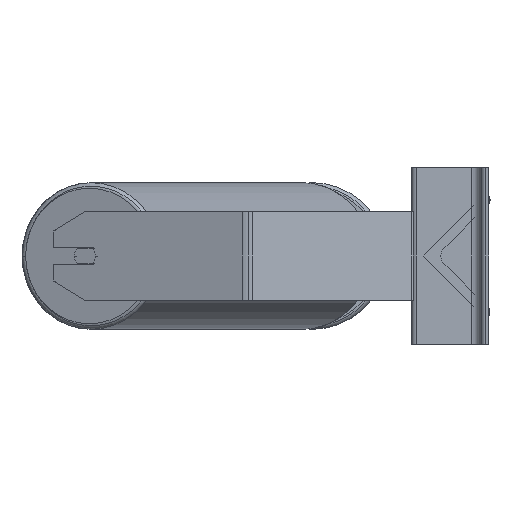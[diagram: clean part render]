
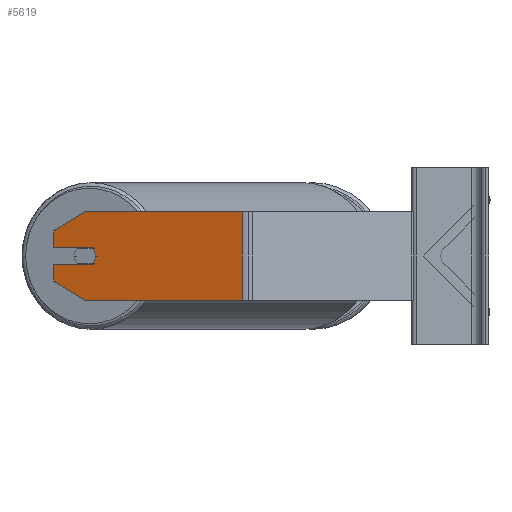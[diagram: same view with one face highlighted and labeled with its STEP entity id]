
A CAD part, left-side view. The second image highlights one B-rep face of the part: STEP entity #5619.
In plain terms, the highlighted planar face has unit normal (-0.94, 0.342, 0).
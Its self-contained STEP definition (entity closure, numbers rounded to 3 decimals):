
#6 = DIRECTION ( 'NONE',  ( -0.94, 0.342, 0. ) ) ;
#32 = VECTOR ( 'NONE', #4552, 1000. ) ;
#82 = ORIENTED_EDGE ( 'NONE', *, *, #9648, .T. ) ;
#115 = DIRECTION ( 'NONE',  ( -0.342, -0.94, 0. ) ) ;
#376 = CARTESIAN_POINT ( 'NONE',  ( -863.999, 335.622, -40. ) ) ;
#861 = LINE ( 'NONE', #2536, #8719 ) ;
#915 = DIRECTION ( 'NONE',  ( 0., 0., -1. ) ) ;
#1201 = LINE ( 'NONE', #1312, #2042 ) ;
#1312 = CARTESIAN_POINT ( 'NONE',  ( -926.28, 164.507, 40. ) ) ;
#1351 = VERTEX_POINT ( 'NONE', #1400 ) ;
#1400 = CARTESIAN_POINT ( 'NONE',  ( -863.999, 335.622, -22.679 ) ) ;
#1490 = CARTESIAN_POINT ( 'NONE',  ( -926.28, 164.507, -40. ) ) ;
#1525 = LINE ( 'NONE', #9586, #7720 ) ;
#1603 = LINE ( 'NONE', #4882, #7889 ) ;
#1695 = CARTESIAN_POINT ( 'NONE',  ( -863.999, 335.622, 8. ) ) ;
#1770 = CIRCLE ( 'NONE', #5736, 10. ) ;
#1815 = EDGE_CURVE ( 'NONE', #8115, #9724, #1201, .T. ) ;
#1975 = DIRECTION ( 'NONE',  ( -0.342, -0.94, 0. ) ) ;
#1989 = CARTESIAN_POINT ( 'NONE',  ( -874.26, 307.431, -40. ) ) ;
#1996 = CARTESIAN_POINT ( 'NONE',  ( -863.999, 335.622, 22.679 ) ) ;
#2042 = VECTOR ( 'NONE', #4534, 1000. ) ;
#2078 = LINE ( 'NONE', #6200, #9567 ) ;
#2315 = DIRECTION ( 'NONE',  ( 0.296, 0.814, -0.5 ) ) ;
#2347 = EDGE_CURVE ( 'NONE', #2745, #1351, #861, .T. ) ;
#2502 = VERTEX_POINT ( 'NONE', #1996 ) ;
#2536 = CARTESIAN_POINT ( 'NONE',  ( -863.999, 335.622, 40. ) ) ;
#2661 = DIRECTION ( 'NONE',  ( -0.342, -0.94, 0. ) ) ;
#2745 = VERTEX_POINT ( 'NONE', #2941 ) ;
#2760 = EDGE_CURVE ( 'NONE', #6985, #8115, #2078, .T. ) ;
#2818 = PLANE ( 'NONE',  #7081 ) ;
#2941 = CARTESIAN_POINT ( 'NONE',  ( -863.999, 335.622, -8. ) ) ;
#3035 = CARTESIAN_POINT ( 'NONE',  ( -863.999, 335.622, 40. ) ) ;
#3125 = ORIENTED_EDGE ( 'NONE', *, *, #1815, .F. ) ;
#3156 = DIRECTION ( 'NONE',  ( 0., 0., -1. ) ) ;
#3448 = ORIENTED_EDGE ( 'NONE', *, *, #2347, .T. ) ;
#3515 = EDGE_CURVE ( 'NONE', #8683, #4505, #10121, .T. ) ;
#3628 = EDGE_CURVE ( 'NONE', #6985, #2502, #1603, .T. ) ;
#3649 = CARTESIAN_POINT ( 'NONE',  ( -874.26, 307.431, -40. ) ) ;
#3863 = CARTESIAN_POINT ( 'NONE',  ( -874.26, 307.431, 0. ) ) ;
#4125 = ORIENTED_EDGE ( 'NONE', *, *, #4320, .T. ) ;
#4320 = EDGE_CURVE ( 'NONE', #2502, #8819, #1525, .T. ) ;
#4505 = VERTEX_POINT ( 'NONE', #9388 ) ;
#4534 = DIRECTION ( 'NONE',  ( 0., 0., -1. ) ) ;
#4552 = DIRECTION ( 'NONE',  ( 0.342, 0.94, 0. ) ) ;
#4675 = VECTOR ( 'NONE', #5251, 1000. ) ;
#4850 = ORIENTED_EDGE ( 'NONE', *, *, #2760, .F. ) ;
#4882 = CARTESIAN_POINT ( 'NONE',  ( -863.999, 335.622, 22.679 ) ) ;
#5096 = ORIENTED_EDGE ( 'NONE', *, *, #6377, .F. ) ;
#5251 = DIRECTION ( 'NONE',  ( -0.296, -0.814, -0.5 ) ) ;
#5531 = DIRECTION ( 'NONE',  ( -0.94, 0.342, 0. ) ) ;
#5619 = ADVANCED_FACE ( 'NONE', ( #6954 ), #2818, .F. ) ;
#5736 = AXIS2_PLACEMENT_3D ( 'NONE', #6687, #6, #115 ) ;
#5781 = ORIENTED_EDGE ( 'NONE', *, *, #3628, .T. ) ;
#6187 = DIRECTION ( 'NONE',  ( -0.342, -0.94, 0. ) ) ;
#6191 = VECTOR ( 'NONE', #2661, 1000. ) ;
#6200 = CARTESIAN_POINT ( 'NONE',  ( -863.999, 335.622, 40. ) ) ;
#6249 = DIRECTION ( 'NONE',  ( 0.94, -0.342, 0. ) ) ;
#6358 = CARTESIAN_POINT ( 'NONE',  ( -874.26, 307.431, 40. ) ) ;
#6377 = EDGE_CURVE ( 'NONE', #4505, #6459, #1770, .T. ) ;
#6459 = VERTEX_POINT ( 'NONE', #7574 ) ;
#6687 = CARTESIAN_POINT ( 'NONE',  ( -874.26, 307.431, 0. ) ) ;
#6747 = LINE ( 'NONE', #10016, #6191 ) ;
#6862 = EDGE_CURVE ( 'NONE', #8272, #9724, #10113, .T. ) ;
#6954 = FACE_OUTER_BOUND ( 'NONE', #8229, .T. ) ;
#6985 = VERTEX_POINT ( 'NONE', #6358 ) ;
#7081 = AXIS2_PLACEMENT_3D ( 'NONE', #3035, #6249, #8544 ) ;
#7574 = CARTESIAN_POINT ( 'NONE',  ( -876.312, 301.793, 8. ) ) ;
#7604 = CARTESIAN_POINT ( 'NONE',  ( -863.999, 335.622, 8. ) ) ;
#7720 = VECTOR ( 'NONE', #3156, 1000. ) ;
#7764 = CARTESIAN_POINT ( 'NONE',  ( -876.312, 301.793, -8. ) ) ;
#7889 = VECTOR ( 'NONE', #2315, 1000. ) ;
#8049 = ORIENTED_EDGE ( 'NONE', *, *, #8877, .F. ) ;
#8115 = VERTEX_POINT ( 'NONE', #8828 ) ;
#8229 = EDGE_LOOP ( 'NONE', ( #3448, #82, #10658, #3125, #4850, #5781, #4125, #9614, #5096, #9628, #8049 ) ) ;
#8272 = VERTEX_POINT ( 'NONE', #3649 ) ;
#8544 = DIRECTION ( 'NONE',  ( 0.342, 0.94, 0. ) ) ;
#8568 = LINE ( 'NONE', #7604, #32 ) ;
#8683 = VERTEX_POINT ( 'NONE', #7764 ) ;
#8719 = VECTOR ( 'NONE', #915, 1000. ) ;
#8802 = DIRECTION ( 'NONE',  ( -0.342, -0.94, 0. ) ) ;
#8819 = VERTEX_POINT ( 'NONE', #1695 ) ;
#8828 = CARTESIAN_POINT ( 'NONE',  ( -926.28, 164.507, 40. ) ) ;
#8877 = EDGE_CURVE ( 'NONE', #2745, #8683, #6747, .T. ) ;
#9335 = LINE ( 'NONE', #1989, #4675 ) ;
#9388 = CARTESIAN_POINT ( 'NONE',  ( -877.68, 298.034, 0. ) ) ;
#9539 = EDGE_CURVE ( 'NONE', #6459, #8819, #8568, .T. ) ;
#9567 = VECTOR ( 'NONE', #1975, 1000. ) ;
#9586 = CARTESIAN_POINT ( 'NONE',  ( -863.999, 335.622, 40. ) ) ;
#9614 = ORIENTED_EDGE ( 'NONE', *, *, #9539, .F. ) ;
#9628 = ORIENTED_EDGE ( 'NONE', *, *, #3515, .F. ) ;
#9648 = EDGE_CURVE ( 'NONE', #1351, #8272, #9335, .T. ) ;
#9724 = VERTEX_POINT ( 'NONE', #1490 ) ;
#9800 = AXIS2_PLACEMENT_3D ( 'NONE', #3863, #5531, #8802 ) ;
#9865 = VECTOR ( 'NONE', #6187, 1000. ) ;
#10016 = CARTESIAN_POINT ( 'NONE',  ( -863.999, 335.622, -8. ) ) ;
#10113 = LINE ( 'NONE', #376, #9865 ) ;
#10121 = CIRCLE ( 'NONE', #9800, 10. ) ;
#10658 = ORIENTED_EDGE ( 'NONE', *, *, #6862, .T. ) ;
